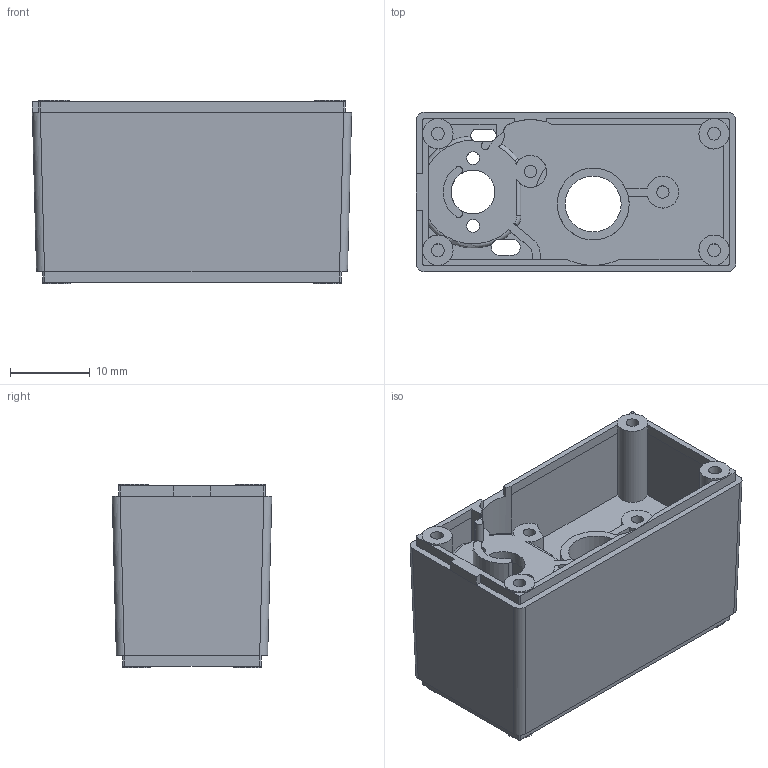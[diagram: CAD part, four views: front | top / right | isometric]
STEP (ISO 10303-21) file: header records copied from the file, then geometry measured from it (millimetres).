
FILE_DESCRIPTION(/* description */ (''),/* implementation_level */ '2;1');
FILE_NAME(/* name */ 'Bottom Housing.ipt.step',/* time_stamp */ '2020-04-16T23:14:24-04:00',/* author */ ('Hannah'),/* organization */ (''),/* preprocessor_version */ 'ST-DEVELOPER v17',/* originating_system */ 'Autodesk Inventor 2019',/* authorisation */ '');
FILE_SCHEMA (('AUTOMOTIVE_DESIGN { 1 0 10303 214 3 1 1 }'));
Length unit declared in the file: inch
Products named in the file (1): Bottom Housing
Bounding box: 40 x 20 x 23 mm (x, y, z)
Volume: 5388.6 mm3; surface area: 7795.5 mm2
Topology: 1 solids, 1 shells, 189 faces, 542 edges, 365 vertices
Faces by surface type: plane 111, cylinder 59, bspline 11, torus 6, cone 2
Full cylindrical faces by diameter (mm): 1.55 x2, 1.6 x10, 3.5 x4, 3.8 x4, 5 x1, 5.5 x1, 7 x2, 9 x1
Entity records: 7270 total; most frequent: CARTESIAN_POINT 2210, ORIENTED_EDGE 1084, DIRECTION 1044, EDGE_CURVE 542, AXIS2_PLACEMENT_3D 388, VERTEX_POINT 365, LINE 268, VECTOR 268
